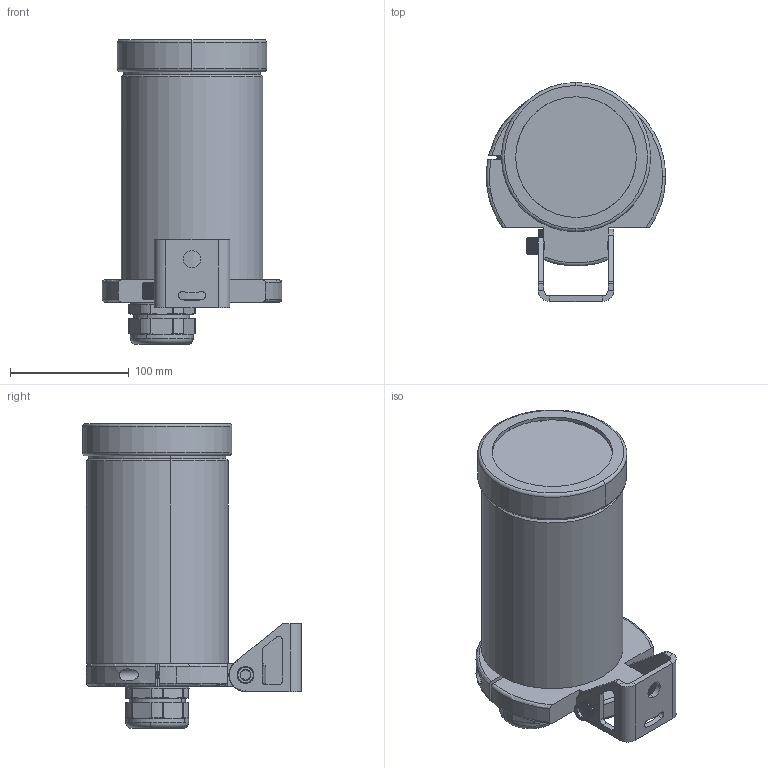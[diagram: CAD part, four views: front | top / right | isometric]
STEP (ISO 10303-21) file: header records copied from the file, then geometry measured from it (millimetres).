
FILE_DESCRIPTION (( 'STEP AP203' ), '1' );
FILE_NAME ('47C-AG.STEP', '2022-02-17T15:21:00', ( '' ), ( '' ), 'SwSTEP 2.0', 'SolidWorks 2021', '' );
FILE_SCHEMA (( 'CONFIG_CONTROL_DESIGN' ));
Length unit declared in the file: inch
Products named in the file (19): 92196A548; 200352; 200357; 92196A634; PG36-I01; 200279; 201010; 400052; 92196A540; 200348; PG36-01-01-02-04; PG36-S02; 200350; 4452K542_4452K542; 47C-AG; 500107; PG36-B01; ZBIGV70153_Expanded; 201009
Assembly tree (21 placements, depth 3):
  47C-AG
    200279
    200350
    200348
    200352
    500107
    400052
    201010
    200357
    PG36-01-01-02-04
      PG36-B01
      PG36-I01
      PG36-S02
    ZBIGV70153_Expanded
    92196A540  x2
    4452K542_4452K542  x2
    92196A634
    92196A548  x2
    201009
Bounding box: 151.13 x 184.16 x 256.88 mm (x, y, z)
Volume: 1119648.3 mm3; surface area: 362793.1 mm2
Topology: 21 solids, 21 shells, 2049 faces, 5088 edges, 3108 vertices
Faces by surface type: plane 828, cylinder 648, cone 472, bspline 80, torus 21
Entity records: 64019 total; most frequent: CARTESIAN_POINT 30752, ORIENTED_EDGE 7108, DIRECTION 5785, EDGE_CURVE 3554, AXIS2_PLACEMENT_3D 2269, VERTEX_POINT 2192, EDGE_LOOP 1496, ADVANCED_FACE 1426
